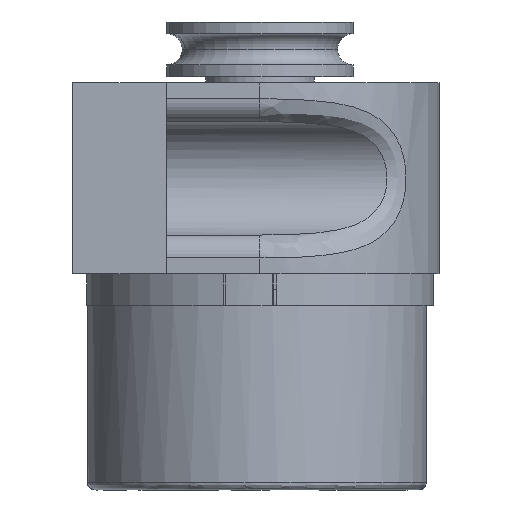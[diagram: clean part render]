
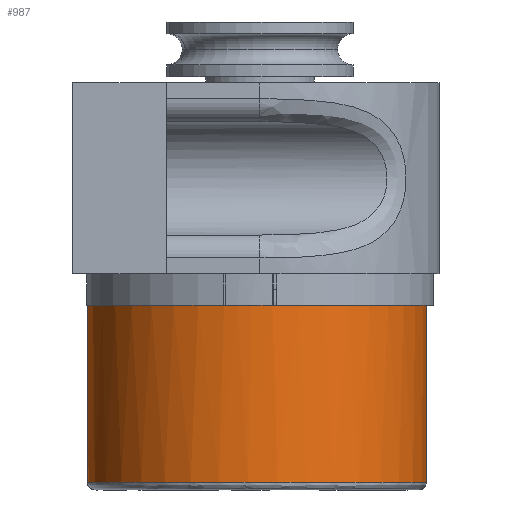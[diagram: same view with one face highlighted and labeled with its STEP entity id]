
A CAD part, left-side view. The second image highlights one B-rep face of the part: STEP entity #987.
In plain terms, the highlighted cylindrical face has radius 10.875 mm (diameter 21.75 mm), a partial arc.
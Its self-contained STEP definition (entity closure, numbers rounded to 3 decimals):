
#63 = EDGE_CURVE ( 'NONE', #7015, #1827, #9191, .T. ) ;
#111 = CARTESIAN_POINT ( 'NONE',  ( 1.375, 11.085, 2. ) ) ;
#189 = ORIENTED_EDGE ( 'NONE', *, *, #7811, .T. ) ;
#288 = ORIENTED_EDGE ( 'NONE', *, *, #6076, .T. ) ;
#437 = DIRECTION ( 'NONE',  ( -1., 0., 0. ) ) ;
#646 = DIRECTION ( 'NONE',  ( 0., 0., -1. ) ) ;
#750 = VECTOR ( 'NONE', #9352, 1000. ) ;
#987 = ADVANCED_FACE ( 'NONE', ( #7181 ), #11472, .T. ) ;
#1339 = VECTOR ( 'NONE', #7490, 1000. ) ;
#1681 = EDGE_LOOP ( 'NONE', ( #5414, #5758, #189, #288, #4688, #11191 ) ) ;
#1827 = VERTEX_POINT ( 'NONE', #8267 ) ;
#1856 = AXIS2_PLACEMENT_3D ( 'NONE', #5542, #9341, #11956 ) ;
#1992 = B_SPLINE_CURVE_WITH_KNOTS ( 'NONE', 3,
 ( #111, #9357, #6568, #7655 ),
 .UNSPECIFIED., .F., .F.,
 ( 4, 4 ),
 ( 0., 1. ),
 .UNSPECIFIED. ) ;
#2415 = EDGE_CURVE ( 'NONE', #6871, #1827, #9223, .T. ) ;
#2499 = CARTESIAN_POINT ( 'NONE',  ( -0.175, 0.321, 13.85 ) ) ;
#2965 = CARTESIAN_POINT ( 'NONE',  ( 10.7, 0.321, 13.85 ) ) ;
#3314 = CARTESIAN_POINT ( 'NONE',  ( -0.175, 0.321, 13.35 ) ) ;
#4688 = ORIENTED_EDGE ( 'NONE', *, *, #2415, .T. ) ;
#4732 = CARTESIAN_POINT ( 'NONE',  ( -11.05, 0.321, 13.85 ) ) ;
#5247 = CIRCLE ( 'NONE', #8867, 10.875 ) ;
#5414 = ORIENTED_EDGE ( 'NONE', *, *, #6654, .T. ) ;
#5542 = CARTESIAN_POINT ( 'NONE',  ( -0.175, 0.321, 2. ) ) ;
#5758 = ORIENTED_EDGE ( 'NONE', *, *, #8888, .T. ) ;
#5910 = DIRECTION ( 'NONE',  ( 0., 0., 1. ) ) ;
#6031 = LINE ( 'NONE', #2965, #1339 ) ;
#6043 = AXIS2_PLACEMENT_3D ( 'NONE', #8685, #5910, #11484 ) ;
#6076 = EDGE_CURVE ( 'NONE', #10719, #6871, #1992, .T. ) ;
#6526 = VERTEX_POINT ( 'NONE', #6898 ) ;
#6568 = CARTESIAN_POINT ( 'NONE',  ( -0.699, 11.233, 2. ) ) ;
#6654 = EDGE_CURVE ( 'NONE', #7015, #9242, #5247, .T. ) ;
#6871 = VERTEX_POINT ( 'NONE', #10205 ) ;
#6898 = CARTESIAN_POINT ( 'NONE',  ( 10.7, 0.321, 2. ) ) ;
#7015 = VERTEX_POINT ( 'NONE', #10584 ) ;
#7181 = FACE_OUTER_BOUND ( 'NONE', #1681, .T. ) ;
#7245 = AXIS2_PLACEMENT_3D ( 'NONE', #2499, #646, #11792 ) ;
#7490 = DIRECTION ( 'NONE',  ( 0., 0., -1. ) ) ;
#7655 = CARTESIAN_POINT ( 'NONE',  ( -1.725, 11.085, 2. ) ) ;
#7811 = EDGE_CURVE ( 'NONE', #6526, #10719, #11367, .T. ) ;
#8267 = CARTESIAN_POINT ( 'NONE',  ( -11.05, 0.321, 2. ) ) ;
#8685 = CARTESIAN_POINT ( 'NONE',  ( -0.175, 0.321, 2. ) ) ;
#8867 = AXIS2_PLACEMENT_3D ( 'NONE', #3314, #11615, #437 ) ;
#8888 = EDGE_CURVE ( 'NONE', #9242, #6526, #6031, .T. ) ;
#9191 = LINE ( 'NONE', #4732, #750 ) ;
#9206 = CARTESIAN_POINT ( 'NONE',  ( 1.375, 11.085, 2. ) ) ;
#9223 = CIRCLE ( 'NONE', #6043, 10.875 ) ;
#9242 = VERTEX_POINT ( 'NONE', #10729 ) ;
#9341 = DIRECTION ( 'NONE',  ( 0., 0., 1. ) ) ;
#9352 = DIRECTION ( 'NONE',  ( 0., 0., -1. ) ) ;
#9357 = CARTESIAN_POINT ( 'NONE',  ( 0.349, 11.233, 2. ) ) ;
#10205 = CARTESIAN_POINT ( 'NONE',  ( -1.725, 11.085, 2. ) ) ;
#10584 = CARTESIAN_POINT ( 'NONE',  ( -11.05, 0.321, 13.35 ) ) ;
#10719 = VERTEX_POINT ( 'NONE', #9206 ) ;
#10729 = CARTESIAN_POINT ( 'NONE',  ( 10.7, 0.321, 13.35 ) ) ;
#11191 = ORIENTED_EDGE ( 'NONE', *, *, #63, .F. ) ;
#11367 = CIRCLE ( 'NONE', #1856, 10.875 ) ;
#11472 = CYLINDRICAL_SURFACE ( 'NONE', #7245, 10.875 ) ;
#11484 = DIRECTION ( 'NONE',  ( -1., 0., 0. ) ) ;
#11615 = DIRECTION ( 'NONE',  ( 0., 0., -1. ) ) ;
#11792 = DIRECTION ( 'NONE',  ( -1., 0., 0. ) ) ;
#11956 = DIRECTION ( 'NONE',  ( -1., 0., 0. ) ) ;
